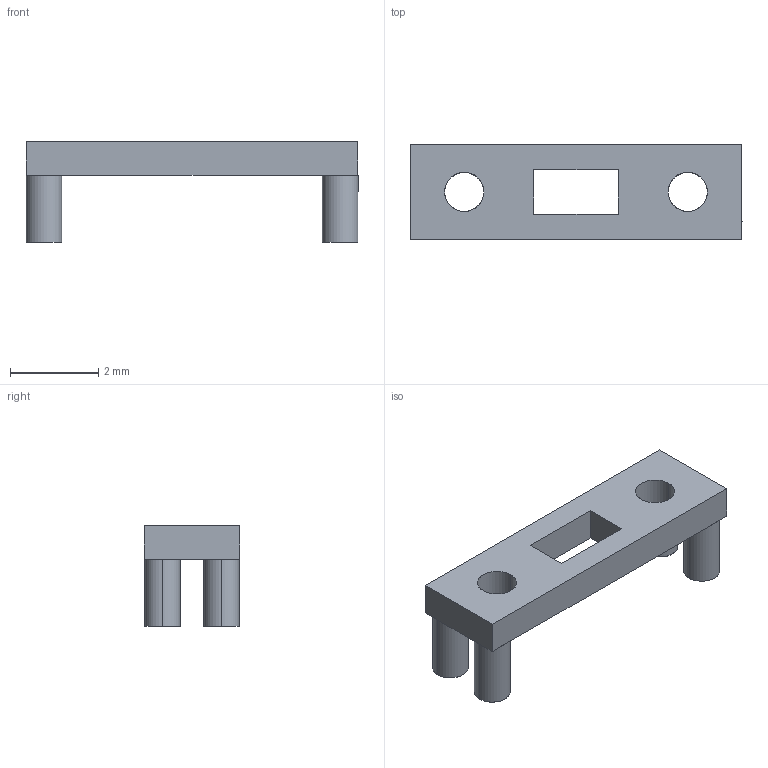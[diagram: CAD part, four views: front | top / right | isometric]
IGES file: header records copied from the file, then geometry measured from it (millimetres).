
Start section: SolidWorks IGES file using analytic representation for surfaces
Global section: file name: 362-200 (36-38).IGS; native system: SolidWorks 2012; preprocessor: SolidWorks 2012; author: awright; date: 120710.111814; units: inch
Bounding box: 7.54 x 2.16 x 2.29 mm (x, y, z)
Surface area: 65.3 mm2 (no closed solid volume)
Topology: 0 solids, 0 shells, 30 faces, 308 edges, 308 vertices
Faces by surface type: bspline 18, revolution 12
